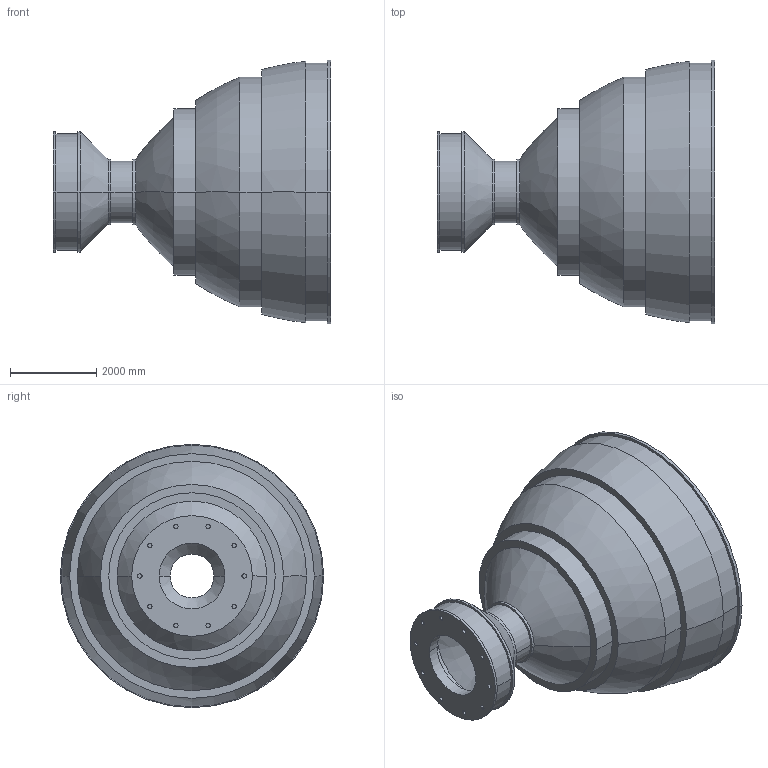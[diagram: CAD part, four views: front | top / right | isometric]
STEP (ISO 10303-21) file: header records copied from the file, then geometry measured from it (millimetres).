
FILE_DESCRIPTION((''),'2;1');
FILE_NAME('REAR_MOUNTING_SHAFT','2023-11-27T12:27:27',('Pebblin'),(''),'CREO PARAMETRIC BY PTC INC, 2023073','CREO PARAMETRIC BY PTC INC, 2023073','');
FILE_SCHEMA(('CONFIG_CONTROL_DESIGN'));
Length unit declared in the file: inch
Products named in the file (1): REAR_MOUNTING_SHAFT
Bounding box: 6426.2 x 6096 x 6096 mm (x, y, z)
Volume: 23025092505.4 mm3; surface area: 207450754.8 mm2
Topology: 1 solids, 1 shells, 84 faces, 168 edges, 108 vertices
Faces by surface type: cylinder 46, plane 24, bspline 8, cone 6
Entity records: 2864 total; most frequent: CARTESIAN_POINT 986, DIRECTION 432, ORIENTED_EDGE 336, AXIS2_PLACEMENT_3D 190, EDGE_CURVE 168, CIRCLE 114, VERTEX_POINT 108, EDGE_LOOP 108
